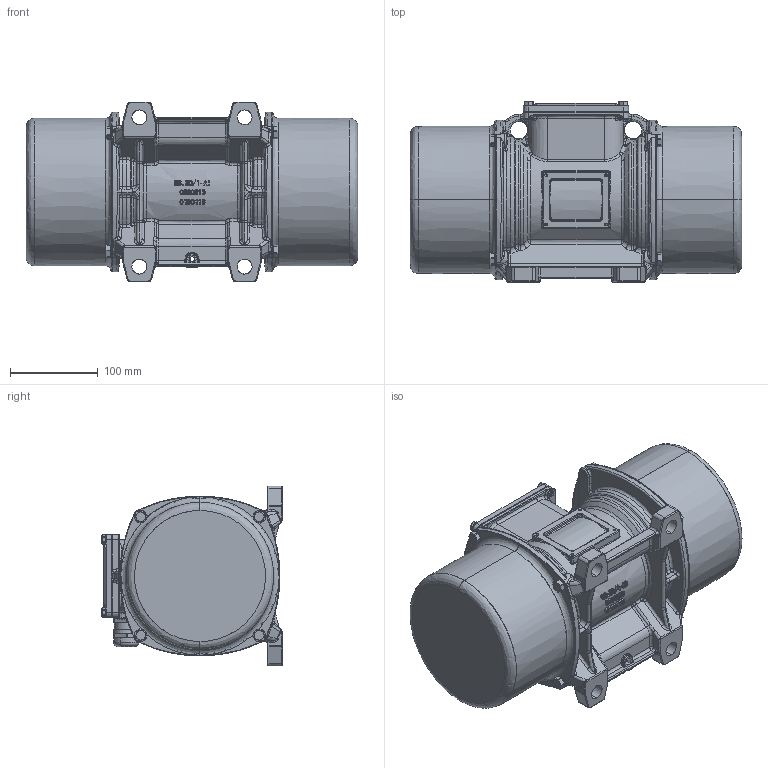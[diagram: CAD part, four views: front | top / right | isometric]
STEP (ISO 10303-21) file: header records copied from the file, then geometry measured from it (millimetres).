
FILE_DESCRIPTION (( 'STEP AP214' ), '1' );
FILE_NAME ('NES 25700 #03026000.STEP', '2021-08-06T06:40:29', ( '' ), ( '' ), 'SwSTEP 2.0', 'SolidWorks 2015', '' );
FILE_SCHEMA (( 'AUTOMOTIVE_DESIGN' ));
Length unit declared in the file: millimetre
Products named in the file (1): NES 25700 #03026000
Bounding box: 378 x 205.2 x 205 mm (x, y, z)
Volume: 2617050.6 mm3; surface area: 671195.1 mm2
Topology: 30 solids, 30 shells, 3585 faces, 9267 edges, 5725 vertices
Faces by surface type: bspline 2093, plane 1492
Entity records: 275216 total; most frequent: CARTESIAN_POINT 205371, ORIENTED_EDGE 18336, EDGE_CURVE 9168, DIRECTION 6921, VERTEX_POINT 5725, B_SPLINE_CURVE_WITH_KNOTS 5233, VECTOR 3935, LINE 3935
